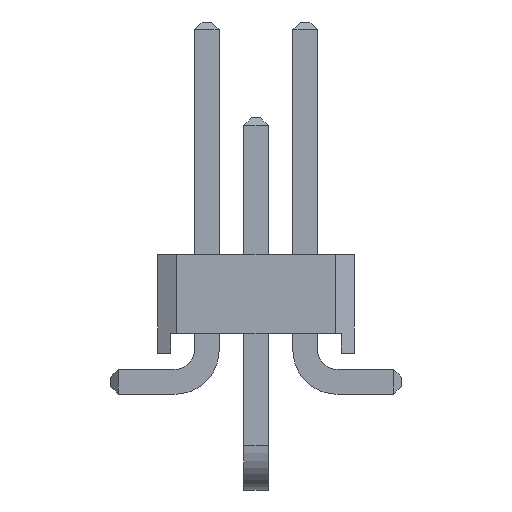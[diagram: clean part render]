
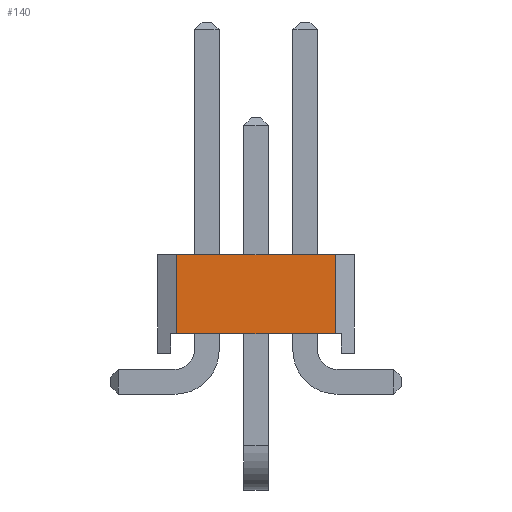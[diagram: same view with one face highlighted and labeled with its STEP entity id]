
A CAD part, left-side view. The second image highlights one B-rep face of the part: STEP entity #140.
In plain terms, the highlighted planar face has unit normal (-1, 0, 0).
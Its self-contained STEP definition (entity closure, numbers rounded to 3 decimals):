
#140 = ADVANCED_FACE( '', ( #307 ), #308, .T. );
#307 = FACE_OUTER_BOUND( '', #509, .T. );
#308 = PLANE( '', #510 );
#509 = EDGE_LOOP( '', ( #843, #844, #845, #846 ) );
#510 = AXIS2_PLACEMENT_3D( '', #847, #848, #849 );
#843 = ORIENTED_EDGE( '', *, *, #1187, .F. );
#844 = ORIENTED_EDGE( '', *, *, #1294, .T. );
#845 = ORIENTED_EDGE( '', *, *, #1204, .T. );
#846 = ORIENTED_EDGE( '', *, *, #1295, .T. );
#847 = CARTESIAN_POINT( '', ( -2.54, -2.54, -1.27 ) );
#848 = DIRECTION( '', ( -1., 0., 0. ) );
#849 = DIRECTION( '', ( 0., 0., 1. ) );
#1187 = EDGE_CURVE( '', #1408, #1410, #1411, .T. );
#1204 = EDGE_CURVE( '', #1431, #1440, #1442, .T. );
#1294 = EDGE_CURVE( '', #1408, #1431, #1586, .T. );
#1295 = EDGE_CURVE( '', #1440, #1410, #1587, .T. );
#1408 = VERTEX_POINT( '', #1729 );
#1410 = VERTEX_POINT( '', #1732 );
#1411 = LINE( '', #1733, #1734 );
#1431 = VERTEX_POINT( '', #1763 );
#1440 = VERTEX_POINT( '', #1776 );
#1442 = LINE( '', #1779, #1780 );
#1586 = LINE( '', #1991, #1992 );
#1587 = LINE( '', #1993, #1994 );
#1729 = CARTESIAN_POINT( '', ( -2.54, 2.04, -0.77 ) );
#1732 = CARTESIAN_POINT( '', ( -2.54, 2.04, 1.27 ) );
#1733 = CARTESIAN_POINT( '', ( -2.54, 2.04, -6.519 ) );
#1734 = VECTOR( '', #2170, 1000. );
#1763 = CARTESIAN_POINT( '', ( -2.54, -2.04, -0.77 ) );
#1776 = CARTESIAN_POINT( '', ( -2.54, -2.04, 1.27 ) );
#1779 = CARTESIAN_POINT( '', ( -2.54, -2.04, -6.519 ) );
#1780 = VECTOR( '', #2185, 1000. );
#1991 = CARTESIAN_POINT( '', ( -2.54, -2.54, -0.77 ) );
#1992 = VECTOR( '', #2259, 1000. );
#1993 = CARTESIAN_POINT( '', ( -2.54, -2.54, 1.27 ) );
#1994 = VECTOR( '', #2260, 1000. );
#2170 = DIRECTION( '', ( 0., 0., 1. ) );
#2185 = DIRECTION( '', ( 0., 0., 1. ) );
#2259 = DIRECTION( '', ( 0., -1., 0. ) );
#2260 = DIRECTION( '', ( 0., 1., 0. ) );
